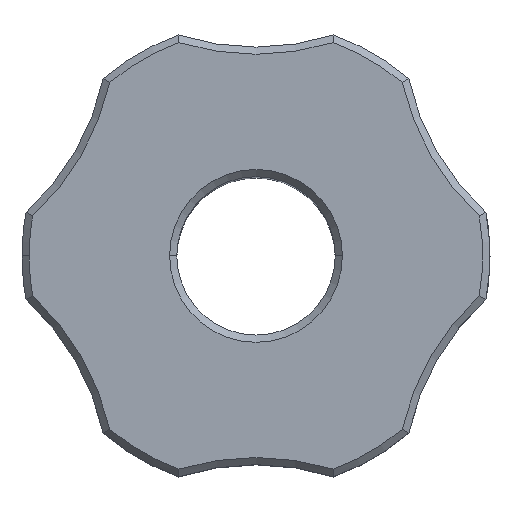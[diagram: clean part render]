
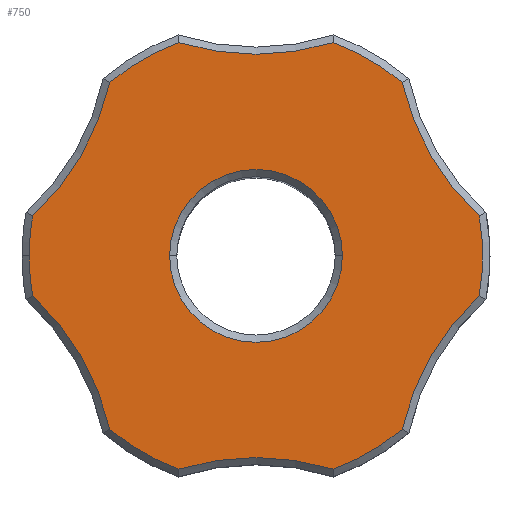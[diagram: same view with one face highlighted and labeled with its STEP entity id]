
A CAD part, top view. The second image highlights one B-rep face of the part: STEP entity #750.
In plain terms, the highlighted planar face has unit normal (0, 0, 1).
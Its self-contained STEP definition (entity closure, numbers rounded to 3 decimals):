
#37 = CARTESIAN_POINT ( 'NONE',  ( -10.7, -29.627, 108. ) ) ;
#46 = DIRECTION ( 'NONE',  ( 0., 0., -1. ) ) ;
#79 = DIRECTION ( 'NONE',  ( 0., 0., -1. ) ) ;
#237 = CARTESIAN_POINT ( 'NONE',  ( 0., 64., 108. ) ) ;
#284 = VERTEX_POINT ( 'NONE', #4026 ) ;
#289 = VERTEX_POINT ( 'NONE', #3634 ) ;
#292 = CARTESIAN_POINT ( 'NONE',  ( -31.5, 0., 108. ) ) ;
#423 = DIRECTION ( 'NONE',  ( 1., 0., 0. ) ) ;
#458 = CARTESIAN_POINT ( 'NONE',  ( -55.426, 32., 108. ) ) ;
#486 = CARTESIAN_POINT ( 'NONE',  ( 10.7, -29.627, 108. ) ) ;
#497 = DIRECTION ( 'NONE',  ( 1., 0., 0. ) ) ;
#511 = DIRECTION ( 'NONE',  ( 0., 0., -1. ) ) ;
#518 = CARTESIAN_POINT ( 'NONE',  ( 0., 0., 108. ) ) ;
#584 = DIRECTION ( 'NONE',  ( 1., 0., 0. ) ) ;
#613 = CARTESIAN_POINT ( 'NONE',  ( 0., -64., 108. ) ) ;
#628 = AXIS2_PLACEMENT_3D ( 'NONE', #458, #1950, #1604 ) ;
#724 = CARTESIAN_POINT ( 'NONE',  ( 20.308, 24.08, 108. ) ) ;
#750 = ADVANCED_FACE ( 'NONE', ( #3992, #3557 ), #1544, .T. ) ;
#807 = DIRECTION ( 'NONE',  ( 1., 0., 0. ) ) ;
#830 = CARTESIAN_POINT ( 'NONE',  ( 10.7, 29.627, 108. ) ) ;
#841 = VERTEX_POINT ( 'NONE', #724 ) ;
#842 = CARTESIAN_POINT ( 'NONE',  ( -55.426, -32., 108. ) ) ;
#910 = VERTEX_POINT ( 'NONE', #292 ) ;
#938 = CARTESIAN_POINT ( 'NONE',  ( 0., 0., 108. ) ) ;
#1011 = AXIS2_PLACEMENT_3D ( 'NONE', #237, #2349, #4327 ) ;
#1105 = AXIS2_PLACEMENT_3D ( 'NONE', #4359, #2010, #1223 ) ;
#1111 = CARTESIAN_POINT ( 'NONE',  ( -20.308, -24.08, 108. ) ) ;
#1156 = EDGE_CURVE ( 'NONE', #289, #3676, #2216, .T. ) ;
#1174 = DIRECTION ( 'NONE',  ( 0., 0., -1. ) ) ;
#1195 = ORIENTED_EDGE ( 'NONE', *, *, #2086, .T. ) ;
#1223 = DIRECTION ( 'NONE',  ( 1., 0., 0. ) ) ;
#1224 = ORIENTED_EDGE ( 'NONE', *, *, #2125, .T. ) ;
#1252 = ORIENTED_EDGE ( 'NONE', *, *, #1815, .T. ) ;
#1254 = ORIENTED_EDGE ( 'NONE', *, *, #2131, .T. ) ;
#1265 = EDGE_CURVE ( 'NONE', #1505, #2172, #2595, .T. ) ;
#1269 = ORIENTED_EDGE ( 'NONE', *, *, #2179, .T. ) ;
#1272 = AXIS2_PLACEMENT_3D ( 'NONE', #938, #3002, #584 ) ;
#1280 = ORIENTED_EDGE ( 'NONE', *, *, #2212, .T. ) ;
#1355 = AXIS2_PLACEMENT_3D ( 'NONE', #842, #46, #2519 ) ;
#1358 = ORIENTED_EDGE ( 'NONE', *, *, #1265, .T. ) ;
#1402 = ORIENTED_EDGE ( 'NONE', *, *, #2634, .T. ) ;
#1414 = ORIENTED_EDGE ( 'NONE', *, *, #1156, .T. ) ;
#1448 = ORIENTED_EDGE ( 'NONE', *, *, #3095, .T. ) ;
#1453 = CARTESIAN_POINT ( 'NONE',  ( 12., 0., 108. ) ) ;
#1454 = ORIENTED_EDGE ( 'NONE', *, *, #2842, .T. ) ;
#1459 = ORIENTED_EDGE ( 'NONE', *, *, #2775, .T. ) ;
#1469 = ORIENTED_EDGE ( 'NONE', *, *, #3042, .T. ) ;
#1473 = ORIENTED_EDGE ( 'NONE', *, *, #1487, .T. ) ;
#1487 = EDGE_CURVE ( 'NONE', #3998, #3283, #2275, .T. ) ;
#1505 = VERTEX_POINT ( 'NONE', #486 ) ;
#1519 = AXIS2_PLACEMENT_3D ( 'NONE', #3000, #2997, #2996 ) ;
#1544 = PLANE ( 'NONE',  #2514 ) ;
#1547 = DIRECTION ( 'NONE',  ( 0., 0., 1. ) ) ;
#1562 = ORIENTED_EDGE ( 'NONE', *, *, #3185, .T. ) ;
#1563 = CARTESIAN_POINT ( 'NONE',  ( 0., 0., 108. ) ) ;
#1592 = AXIS2_PLACEMENT_3D ( 'NONE', #2817, #2793, #2790 ) ;
#1604 = DIRECTION ( 'NONE',  ( 1., 0., 0. ) ) ;
#1702 = VERTEX_POINT ( 'NONE', #37 ) ;
#1742 = VERTEX_POINT ( 'NONE', #3658 ) ;
#1778 = AXIS2_PLACEMENT_3D ( 'NONE', #3615, #1547, #807 ) ;
#1815 = EDGE_CURVE ( 'NONE', #910, #2768, #4299, .T. ) ;
#1933 = DIRECTION ( 'NONE',  ( 0., 0., 1. ) ) ;
#1950 = DIRECTION ( 'NONE',  ( 0., 0., -1. ) ) ;
#2010 = DIRECTION ( 'NONE',  ( 0., 0., 1. ) ) ;
#2021 = AXIS2_PLACEMENT_3D ( 'NONE', #613, #4027, #2715 ) ;
#2033 = DIRECTION ( 'NONE',  ( 0., 0., -1. ) ) ;
#2065 = CIRCLE ( 'NONE', #3090, 12. ) ;
#2086 = EDGE_CURVE ( 'NONE', #284, #4130, #4058, .T. ) ;
#2125 = EDGE_CURVE ( 'NONE', #4130, #910, #4016, .T. ) ;
#2131 = EDGE_CURVE ( 'NONE', #2768, #2273, #3966, .T. ) ;
#2172 = VERTEX_POINT ( 'NONE', #3264 ) ;
#2179 = EDGE_CURVE ( 'NONE', #2273, #1702, #3938, .T. ) ;
#2186 = AXIS2_PLACEMENT_3D ( 'NONE', #3961, #1933, #4278 ) ;
#2212 = EDGE_CURVE ( 'NONE', #1702, #1505, #3927, .T. ) ;
#2216 = CIRCLE ( 'NONE', #1519, 31.5 ) ;
#2273 = VERTEX_POINT ( 'NONE', #1111 ) ;
#2275 = CIRCLE ( 'NONE', #4042, 12. ) ;
#2349 = DIRECTION ( 'NONE',  ( 0., 0., -1. ) ) ;
#2405 = CARTESIAN_POINT ( 'NONE',  ( -31.008, -5.547, 108. ) ) ;
#2417 = AXIS2_PLACEMENT_3D ( 'NONE', #2875, #79, #3933 ) ;
#2463 = AXIS2_PLACEMENT_3D ( 'NONE', #2600, #2596, #2590 ) ;
#2514 = AXIS2_PLACEMENT_3D ( 'NONE', #1563, #2961, #3419 ) ;
#2519 = DIRECTION ( 'NONE',  ( 1., 0., 0. ) ) ;
#2528 = CARTESIAN_POINT ( 'NONE',  ( 0., 0., 108. ) ) ;
#2550 = VERTEX_POINT ( 'NONE', #830 ) ;
#2590 = DIRECTION ( 'NONE',  ( 1., 0., 0. ) ) ;
#2595 = CIRCLE ( 'NONE', #2463, 31.5 ) ;
#2596 = DIRECTION ( 'NONE',  ( 0., 0., 1. ) ) ;
#2600 = CARTESIAN_POINT ( 'NONE',  ( 0., 0., 108. ) ) ;
#2634 = EDGE_CURVE ( 'NONE', #2172, #289, #3745, .T. ) ;
#2715 = DIRECTION ( 'NONE',  ( 1., 0., 0. ) ) ;
#2768 = VERTEX_POINT ( 'NONE', #2405 ) ;
#2775 = EDGE_CURVE ( 'NONE', #2550, #1742, #3685, .T. ) ;
#2790 = DIRECTION ( 'NONE',  ( 1., 0., 0. ) ) ;
#2793 = DIRECTION ( 'NONE',  ( 0., 0., 1. ) ) ;
#2807 = EDGE_LOOP ( 'NONE', ( #1473, #1562 ) ) ;
#2817 = CARTESIAN_POINT ( 'NONE',  ( 0., 0., 108. ) ) ;
#2842 = EDGE_CURVE ( 'NONE', #841, #2550, #3682, .T. ) ;
#2875 = CARTESIAN_POINT ( 'NONE',  ( 55.426, 32., 108. ) ) ;
#2902 = CARTESIAN_POINT ( 'NONE',  ( 31.008, 5.547, 108. ) ) ;
#2961 = DIRECTION ( 'NONE',  ( 0., 0., 1. ) ) ;
#2996 = DIRECTION ( 'NONE',  ( 1., 0., 0. ) ) ;
#2997 = DIRECTION ( 'NONE',  ( 0., 0., 1. ) ) ;
#3000 = CARTESIAN_POINT ( 'NONE',  ( 0., 0., 108. ) ) ;
#3002 = DIRECTION ( 'NONE',  ( 0., 0., 1. ) ) ;
#3042 = EDGE_CURVE ( 'NONE', #1742, #284, #3622, .T. ) ;
#3090 = AXIS2_PLACEMENT_3D ( 'NONE', #2528, #1174, #423 ) ;
#3095 = EDGE_CURVE ( 'NONE', #3676, #841, #3592, .T. ) ;
#3185 = EDGE_CURVE ( 'NONE', #3283, #3998, #2065, .T. ) ;
#3264 = CARTESIAN_POINT ( 'NONE',  ( 20.308, -24.08, 108. ) ) ;
#3283 = VERTEX_POINT ( 'NONE', #4389 ) ;
#3404 = AXIS2_PLACEMENT_3D ( 'NONE', #4384, #2033, #4051 ) ;
#3419 = DIRECTION ( 'NONE',  ( 1., 0., 0. ) ) ;
#3557 = FACE_BOUND ( 'NONE', #2807, .T. ) ;
#3592 = CIRCLE ( 'NONE', #2417, 36. ) ;
#3615 = CARTESIAN_POINT ( 'NONE',  ( 0., 0., 108. ) ) ;
#3622 = CIRCLE ( 'NONE', #2186, 31.5 ) ;
#3625 = CARTESIAN_POINT ( 'NONE',  ( -31.008, 5.547, 108. ) ) ;
#3634 = CARTESIAN_POINT ( 'NONE',  ( 31.008, -5.547, 108. ) ) ;
#3658 = CARTESIAN_POINT ( 'NONE',  ( -10.7, 29.627, 108. ) ) ;
#3676 = VERTEX_POINT ( 'NONE', #2902 ) ;
#3682 = CIRCLE ( 'NONE', #1272, 31.5 ) ;
#3685 = CIRCLE ( 'NONE', #1011, 36. ) ;
#3745 = CIRCLE ( 'NONE', #3404, 36. ) ;
#3817 = EDGE_LOOP ( 'NONE', ( #1195, #1224, #1252, #1254, #1269, #1280, #1358, #1402, #1414, #1448, #1454, #1459, #1469 ) ) ;
#3927 = CIRCLE ( 'NONE', #2021, 36. ) ;
#3933 = DIRECTION ( 'NONE',  ( 1., 0., 0. ) ) ;
#3938 = CIRCLE ( 'NONE', #1778, 31.5 ) ;
#3961 = CARTESIAN_POINT ( 'NONE',  ( 0., 0., 108. ) ) ;
#3966 = CIRCLE ( 'NONE', #1355, 36. ) ;
#3992 = FACE_OUTER_BOUND ( 'NONE', #3817, .T. ) ;
#3998 = VERTEX_POINT ( 'NONE', #1453 ) ;
#4016 = CIRCLE ( 'NONE', #1105, 31.5 ) ;
#4026 = CARTESIAN_POINT ( 'NONE',  ( -20.308, 24.08, 108. ) ) ;
#4027 = DIRECTION ( 'NONE',  ( 0., 0., -1. ) ) ;
#4042 = AXIS2_PLACEMENT_3D ( 'NONE', #518, #511, #497 ) ;
#4051 = DIRECTION ( 'NONE',  ( 1., 0., 0. ) ) ;
#4058 = CIRCLE ( 'NONE', #628, 36. ) ;
#4130 = VERTEX_POINT ( 'NONE', #3625 ) ;
#4278 = DIRECTION ( 'NONE',  ( 1., 0., 0. ) ) ;
#4299 = CIRCLE ( 'NONE', #1592, 31.5 ) ;
#4327 = DIRECTION ( 'NONE',  ( 1., 0., 0. ) ) ;
#4359 = CARTESIAN_POINT ( 'NONE',  ( 0., 0., 108. ) ) ;
#4384 = CARTESIAN_POINT ( 'NONE',  ( 55.426, -32., 108. ) ) ;
#4389 = CARTESIAN_POINT ( 'NONE',  ( -12., 0., 108. ) ) ;
